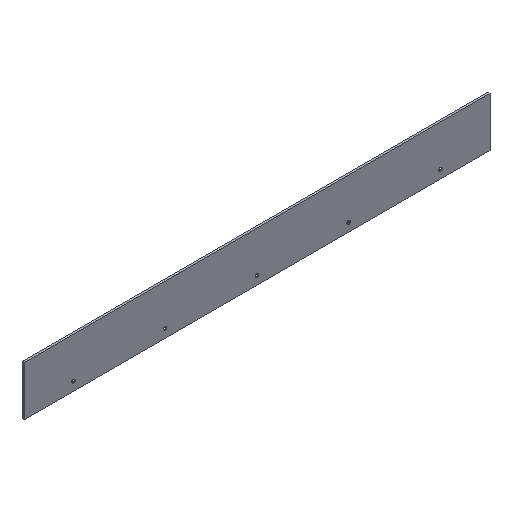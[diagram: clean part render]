
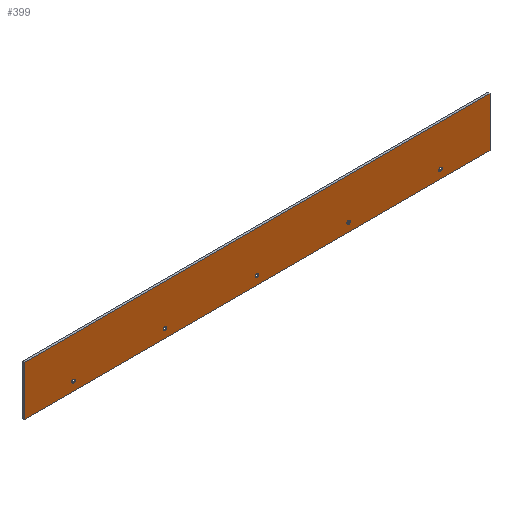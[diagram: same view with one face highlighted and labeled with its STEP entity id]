
A CAD part, isometric view. The second image highlights one B-rep face of the part: STEP entity #399.
In plain terms, the highlighted planar face has unit normal (0, -1, 0).
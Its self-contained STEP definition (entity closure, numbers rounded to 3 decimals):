
#1 = CIRCLE ( 'NONE', #356, 2.25 ) ;
#5 = DIRECTION ( 'NONE',  ( 0., 0., -1. ) ) ;
#12 = FACE_BOUND ( 'NONE', #303, .T. ) ;
#16 = ORIENTED_EDGE ( 'NONE', *, *, #747, .T. ) ;
#18 = AXIS2_PLACEMENT_3D ( 'NONE', #787, #674, #290 ) ;
#23 = VERTEX_POINT ( 'NONE', #696 ) ;
#29 = VERTEX_POINT ( 'NONE', #750 ) ;
#30 = EDGE_LOOP ( 'NONE', ( #108, #171 ) ) ;
#63 = EDGE_CURVE ( 'NONE', #29, #319, #200, .T. ) ;
#72 = CARTESIAN_POINT ( 'NONE',  ( -130., 0., -20.75 ) ) ;
#86 = DIRECTION ( 'NONE',  ( 0., 0., 1. ) ) ;
#90 = CARTESIAN_POINT ( 'NONE',  ( 0., 0., -23. ) ) ;
#92 = AXIS2_PLACEMENT_3D ( 'NONE', #90, #595, #162 ) ;
#100 = CARTESIAN_POINT ( 'NONE',  ( 130., 0., -25.25 ) ) ;
#101 = CARTESIAN_POINT ( 'NONE',  ( 130., 0., -20.75 ) ) ;
#102 = EDGE_CURVE ( 'NONE', #178, #600, #271, .T. ) ;
#108 = ORIENTED_EDGE ( 'NONE', *, *, #102, .T. ) ;
#109 = ORIENTED_EDGE ( 'NONE', *, *, #194, .T. ) ;
#110 = CARTESIAN_POINT ( 'NONE',  ( -260., 0., -23. ) ) ;
#114 = LINE ( 'NONE', #422, #647 ) ;
#120 = DIRECTION ( 'NONE',  ( 0., 0., 1. ) ) ;
#136 = CARTESIAN_POINT ( 'NONE',  ( 130., 0., -23. ) ) ;
#162 = DIRECTION ( 'NONE',  ( 0., 0., 1. ) ) ;
#171 = ORIENTED_EDGE ( 'NONE', *, *, #729, .T. ) ;
#178 = VERTEX_POINT ( 'NONE', #318 ) ;
#180 = AXIS2_PLACEMENT_3D ( 'NONE', #648, #761, #822 ) ;
#181 = CARTESIAN_POINT ( 'NONE',  ( 260., 0., -25.25 ) ) ;
#193 = DIRECTION ( 'NONE',  ( 1., 0., 0. ) ) ;
#194 = EDGE_CURVE ( 'NONE', #590, #608, #242, .T. ) ;
#200 = CIRCLE ( 'NONE', #287, 2.25 ) ;
#207 = DIRECTION ( 'NONE',  ( 0., 0., 1. ) ) ;
#216 = CARTESIAN_POINT ( 'NONE',  ( 0., 0., -23. ) ) ;
#233 = CARTESIAN_POINT ( 'NONE',  ( -330., 0., -35. ) ) ;
#235 = AXIS2_PLACEMENT_3D ( 'NONE', #216, #469, #86 ) ;
#242 = CIRCLE ( 'NONE', #539, 2.25 ) ;
#254 = VERTEX_POINT ( 'NONE', #578 ) ;
#258 = LINE ( 'NONE', #445, #743 ) ;
#263 = VERTEX_POINT ( 'NONE', #518 ) ;
#266 = CARTESIAN_POINT ( 'NONE',  ( 260., 0., -23. ) ) ;
#271 = CIRCLE ( 'NONE', #495, 2.25 ) ;
#279 = CARTESIAN_POINT ( 'NONE',  ( -330., 0., -35. ) ) ;
#280 = DIRECTION ( 'NONE',  ( 0., 1., 0. ) ) ;
#285 = DIRECTION ( 'NONE',  ( 0., 0., 1. ) ) ;
#287 = AXIS2_PLACEMENT_3D ( 'NONE', #498, #818, #820 ) ;
#290 = DIRECTION ( 'NONE',  ( 0., 0., 1. ) ) ;
#300 = VERTEX_POINT ( 'NONE', #279 ) ;
#303 = EDGE_LOOP ( 'NONE', ( #515, #341 ) ) ;
#306 = FACE_BOUND ( 'NONE', #30, .T. ) ;
#308 = ORIENTED_EDGE ( 'NONE', *, *, #695, .F. ) ;
#311 = CARTESIAN_POINT ( 'NONE',  ( 260., 0., -23. ) ) ;
#313 = DIRECTION ( 'NONE',  ( 0., 1., 0. ) ) ;
#314 = CIRCLE ( 'NONE', #340, 2.25 ) ;
#315 = FACE_BOUND ( 'NONE', #703, .T. ) ;
#318 = CARTESIAN_POINT ( 'NONE',  ( 260., 0., -20.75 ) ) ;
#319 = VERTEX_POINT ( 'NONE', #72 ) ;
#325 = DIRECTION ( 'NONE',  ( 0., 1., 0. ) ) ;
#340 = AXIS2_PLACEMENT_3D ( 'NONE', #409, #519, #397 ) ;
#341 = ORIENTED_EDGE ( 'NONE', *, *, #410, .T. ) ;
#345 = VECTOR ( 'NONE', #420, 1000. ) ;
#356 = AXIS2_PLACEMENT_3D ( 'NONE', #110, #557, #492 ) ;
#370 = ORIENTED_EDGE ( 'NONE', *, *, #417, .T. ) ;
#383 = EDGE_LOOP ( 'NONE', ( #807, #109 ) ) ;
#385 = CARTESIAN_POINT ( 'NONE',  ( 330., 0., -35. ) ) ;
#390 = FACE_OUTER_BOUND ( 'NONE', #672, .T. ) ;
#392 = DIRECTION ( 'NONE',  ( 0., 1., 0. ) ) ;
#397 = DIRECTION ( 'NONE',  ( 0., 0., 1. ) ) ;
#399 = ADVANCED_FACE ( 'NONE', ( #315, #12, #390, #493, #446, #306 ), #666, .F. ) ;
#403 = CIRCLE ( 'NONE', #180, 2.25 ) ;
#409 = CARTESIAN_POINT ( 'NONE',  ( 130., 0., -23. ) ) ;
#410 = EDGE_CURVE ( 'NONE', #746, #263, #805, .T. ) ;
#417 = EDGE_CURVE ( 'NONE', #254, #23, #727, .T. ) ;
#419 = ORIENTED_EDGE ( 'NONE', *, *, #718, .F. ) ;
#420 = DIRECTION ( 'NONE',  ( 0., 0., 1. ) ) ;
#422 = CARTESIAN_POINT ( 'NONE',  ( -330., 0., -35. ) ) ;
#432 = EDGE_CURVE ( 'NONE', #23, #254, #483, .T. ) ;
#439 = ORIENTED_EDGE ( 'NONE', *, *, #63, .T. ) ;
#445 = CARTESIAN_POINT ( 'NONE',  ( -330., 0., 35. ) ) ;
#446 = FACE_BOUND ( 'NONE', #383, .T. ) ;
#451 = CARTESIAN_POINT ( 'NONE',  ( 330., 0., -35. ) ) ;
#468 = ORIENTED_EDGE ( 'NONE', *, *, #488, .F. ) ;
#469 = DIRECTION ( 'NONE',  ( 0., 1., 0. ) ) ;
#476 = VERTEX_POINT ( 'NONE', #804 ) ;
#483 = CIRCLE ( 'NONE', #235, 2.25 ) ;
#485 = ORIENTED_EDGE ( 'NONE', *, *, #432, .T. ) ;
#488 = EDGE_CURVE ( 'NONE', #300, #476, #669, .T. ) ;
#492 = DIRECTION ( 'NONE',  ( 0., 0., 1. ) ) ;
#493 = FACE_BOUND ( 'NONE', #720, .T. ) ;
#495 = AXIS2_PLACEMENT_3D ( 'NONE', #266, #313, #120 ) ;
#498 = CARTESIAN_POINT ( 'NONE',  ( -130., 0., -23. ) ) ;
#515 = ORIENTED_EDGE ( 'NONE', *, *, #620, .T. ) ;
#518 = CARTESIAN_POINT ( 'NONE',  ( -260., 0., -20.75 ) ) ;
#519 = DIRECTION ( 'NONE',  ( 0., 1., 0. ) ) ;
#525 = VERTEX_POINT ( 'NONE', #686 ) ;
#539 = AXIS2_PLACEMENT_3D ( 'NONE', #136, #392, #207 ) ;
#557 = DIRECTION ( 'NONE',  ( 0., 1., 0. ) ) ;
#578 = CARTESIAN_POINT ( 'NONE',  ( 0., 0., -20.75 ) ) ;
#579 = CARTESIAN_POINT ( 'NONE',  ( -260., 0., -25.25 ) ) ;
#589 = EDGE_CURVE ( 'NONE', #789, #300, #114, .T. ) ;
#590 = VERTEX_POINT ( 'NONE', #100 ) ;
#595 = DIRECTION ( 'NONE',  ( 0., 1., 0. ) ) ;
#596 = LINE ( 'NONE', #385, #678 ) ;
#600 = VERTEX_POINT ( 'NONE', #181 ) ;
#608 = VERTEX_POINT ( 'NONE', #101 ) ;
#620 = EDGE_CURVE ( 'NONE', #263, #746, #1, .T. ) ;
#647 = VECTOR ( 'NONE', #799, 1000. ) ;
#648 = CARTESIAN_POINT ( 'NONE',  ( -130., 0., -23. ) ) ;
#664 = ORIENTED_EDGE ( 'NONE', *, *, #589, .F. ) ;
#666 = PLANE ( 'NONE',  #18 ) ;
#668 = CARTESIAN_POINT ( 'NONE',  ( -260., 0., -23. ) ) ;
#669 = LINE ( 'NONE', #233, #345 ) ;
#672 = EDGE_LOOP ( 'NONE', ( #468, #664, #308, #419 ) ) ;
#674 = DIRECTION ( 'NONE',  ( 0., 1., 0. ) ) ;
#678 = VECTOR ( 'NONE', #5, 1000. ) ;
#685 = AXIS2_PLACEMENT_3D ( 'NONE', #311, #325, #773 ) ;
#686 = CARTESIAN_POINT ( 'NONE',  ( 330., 0., 35. ) ) ;
#695 = EDGE_CURVE ( 'NONE', #525, #789, #596, .T. ) ;
#696 = CARTESIAN_POINT ( 'NONE',  ( 0., 0., -25.25 ) ) ;
#703 = EDGE_LOOP ( 'NONE', ( #16, #439 ) ) ;
#718 = EDGE_CURVE ( 'NONE', #476, #525, #258, .T. ) ;
#720 = EDGE_LOOP ( 'NONE', ( #370, #485 ) ) ;
#727 = CIRCLE ( 'NONE', #92, 2.25 ) ;
#729 = EDGE_CURVE ( 'NONE', #600, #178, #734, .T. ) ;
#734 = CIRCLE ( 'NONE', #685, 2.25 ) ;
#743 = VECTOR ( 'NONE', #193, 1000. ) ;
#746 = VERTEX_POINT ( 'NONE', #579 ) ;
#747 = EDGE_CURVE ( 'NONE', #319, #29, #403, .T. ) ;
#750 = CARTESIAN_POINT ( 'NONE',  ( -130., 0., -25.25 ) ) ;
#761 = DIRECTION ( 'NONE',  ( 0., 1., 0. ) ) ;
#773 = DIRECTION ( 'NONE',  ( 0., 0., 1. ) ) ;
#787 = CARTESIAN_POINT ( 'NONE',  ( 0., 0., 0. ) ) ;
#789 = VERTEX_POINT ( 'NONE', #451 ) ;
#791 = EDGE_CURVE ( 'NONE', #608, #590, #314, .T. ) ;
#799 = DIRECTION ( 'NONE',  ( -1., 0., 0. ) ) ;
#804 = CARTESIAN_POINT ( 'NONE',  ( -330., 0., 35. ) ) ;
#805 = CIRCLE ( 'NONE', #811, 2.25 ) ;
#807 = ORIENTED_EDGE ( 'NONE', *, *, #791, .T. ) ;
#811 = AXIS2_PLACEMENT_3D ( 'NONE', #668, #280, #285 ) ;
#818 = DIRECTION ( 'NONE',  ( 0., 1., 0. ) ) ;
#820 = DIRECTION ( 'NONE',  ( 0., 0., 1. ) ) ;
#822 = DIRECTION ( 'NONE',  ( 0., 0., 1. ) ) ;
